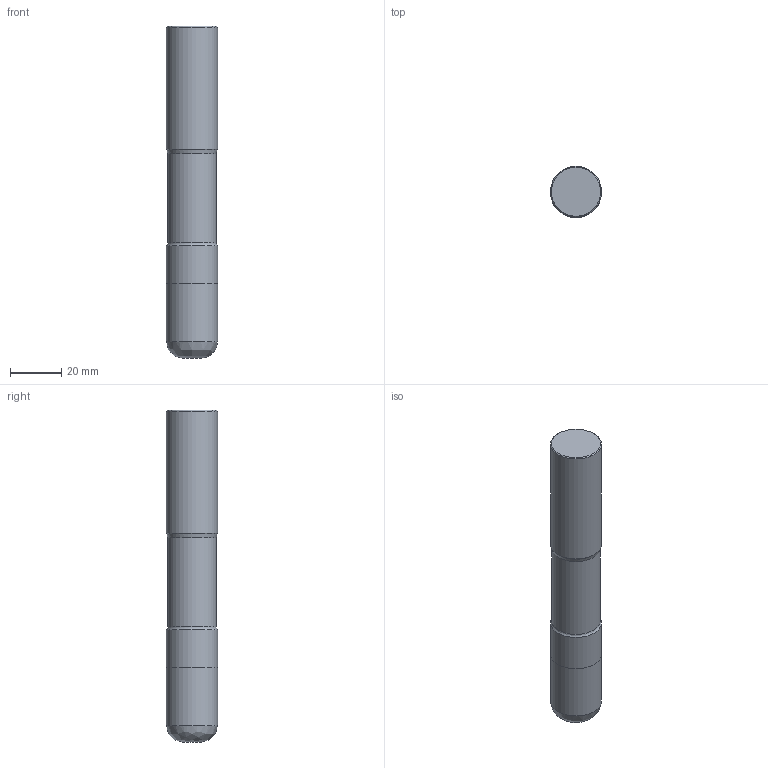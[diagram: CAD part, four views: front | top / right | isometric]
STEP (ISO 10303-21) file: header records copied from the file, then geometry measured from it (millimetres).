
FILE_DESCRIPTION(('STEP'), '1');
FILE_NAME('MOD000000000000000020084600400000.stp', '2019-01-02T12:08:11', (''), (''), 'Express v3.0.0.0', 'Express Tool', 'Unknown');
FILE_SCHEMA(('AUTOMOTIVE_DESIGN'));
Length unit declared in the file: millimetre
Products named in the file (1): R216.24-20050OCK44P-634359554558721600-1
Bounding box: 20 x 20 x 130 mm (x, y, z)
Volume: 39266 mm3; surface area: 9133.1 mm2
Topology: 2 solids, 2 shells, 13 faces, 34 edges, 26 vertices
Faces by surface type: bspline 13
Entity records: 748 total; most frequent: CARTESIAN_POINT 382, DIRECTION 64, ORIENTED_EDGE 58, EDGE_CURVE 29, AXIS2_PLACEMENT_3D 27, CIRCLE 24, VERTEX_POINT 20, ADVANCED_FACE 13
